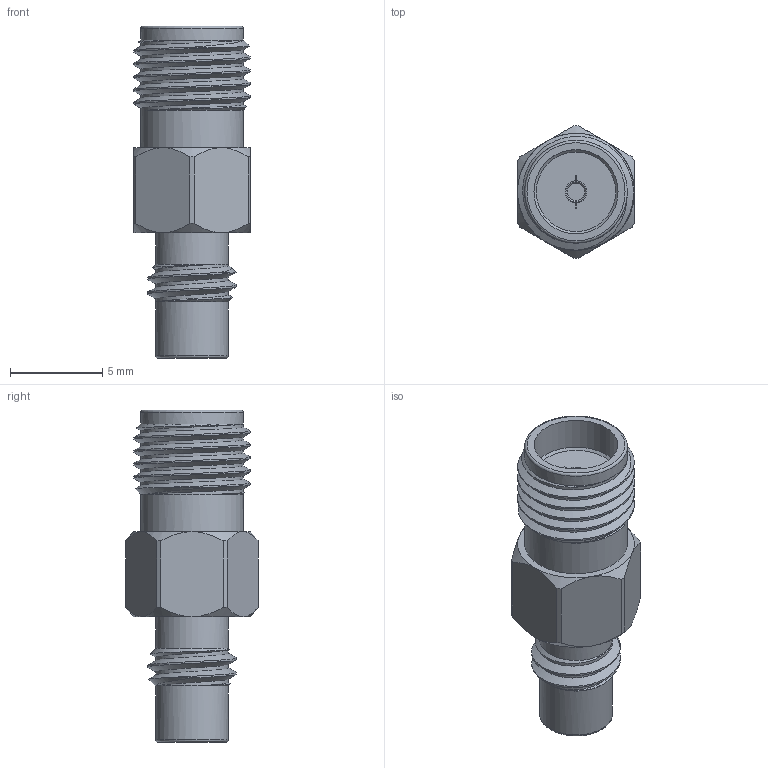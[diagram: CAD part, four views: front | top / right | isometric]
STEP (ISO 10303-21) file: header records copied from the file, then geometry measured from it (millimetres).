
FILE_DESCRIPTION (( 'STEP AP203' ), '1' );
FILE_NAME ('PE9147_3D.STEP', '2020-06-08T19:22:37', ( '' ), ( '' ), 'SwSTEP 2.0', 'SolidWorks 2018', '' );
FILE_SCHEMA (( 'CONFIG_CONTROL_DESIGN' ));
Length unit declared in the file: inch
Products named in the file (1): PE9147_3D
Bounding box: 6.35 x 7.19 x 18.03 mm (x, y, z)
Volume: 370.1 mm3; surface area: 498 mm2
Topology: 1 solids, 1 shells, 73 faces, 167 edges, 103 vertices
Faces by surface type: plane 27, cone 20, cylinder 18, bspline 6, torus 2
Full cylindrical faces by diameter (mm): 0.686 x1, 0.94 x1, 1.194 x1, 2.692 x1, 3.454 x1, 3.962 x2, 4.572 x1, 5.582 x2
Entity records: 4222 total; most frequent: CARTESIAN_POINT 2691, ORIENTED_EDGE 294, DIRECTION 284, EDGE_CURVE 147, AXIS2_PLACEMENT_3D 124, VERTEX_POINT 97, EDGE_LOOP 94, FACE_OUTER_BOUND 85
